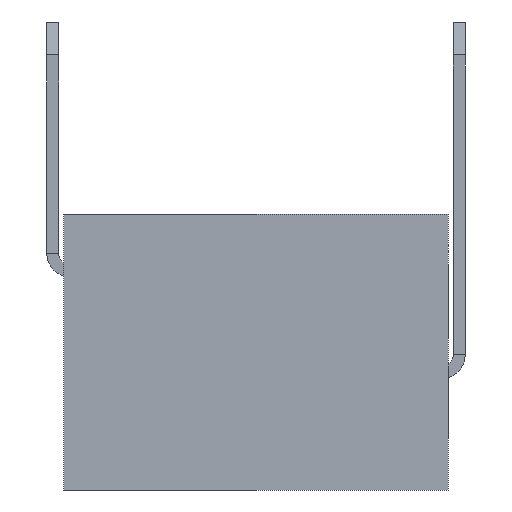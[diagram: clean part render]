
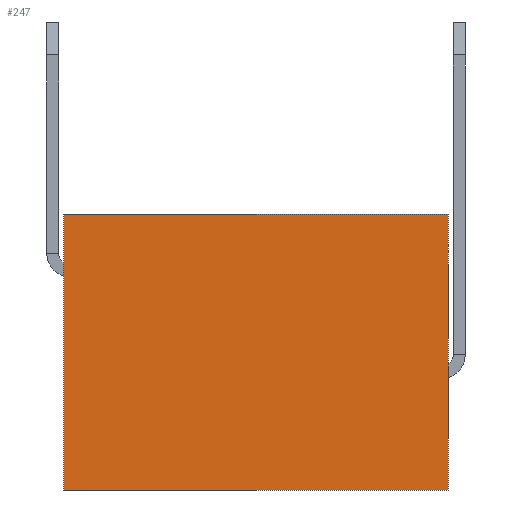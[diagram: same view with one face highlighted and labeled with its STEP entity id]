
A CAD part, left-side view. The second image highlights one B-rep face of the part: STEP entity #247.
In plain terms, the highlighted planar face has unit normal (-1, 0, 0).
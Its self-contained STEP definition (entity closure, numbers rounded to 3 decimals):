
#247=ADVANCED_FACE('',(#1363),#1364,.T.);
#1363=FACE_OUTER_BOUND('',#3344,.T.);
#1364=PLANE('',#3345);
#3344=EDGE_LOOP('',(#5979,#5980,#5981,#5982));
#3345=AXIS2_PLACEMENT_3D('',#5983,#5984,#5985);
#5979=ORIENTED_EDGE('',*,*,#13055,.T.);
#5980=ORIENTED_EDGE('',*,*,#13241,.T.);
#5981=ORIENTED_EDGE('',*,*,#12954,.F.);
#5982=ORIENTED_EDGE('',*,*,#13252,.F.);
#5983=CARTESIAN_POINT('',(-0.835,-2.4,-1.725));
#5984=DIRECTION('',(-1.0,0.0,0.0));
#5985=DIRECTION('',(0.0,0.0,1.0));
#12954=EDGE_CURVE('',#15431,#15433,#15434,.T.);
#13055=EDGE_CURVE('',#15628,#15626,#15629,.T.);
#13241=EDGE_CURVE('',#15626,#15433,#15917,.T.);
#13252=EDGE_CURVE('',#15628,#15431,#15928,.T.);
#15431=VERTEX_POINT('',#19420);
#15433=VERTEX_POINT('',#19423);
#15434=LINE('',#19424,#19425);
#15626=VERTEX_POINT('',#19716);
#15628=VERTEX_POINT('',#19719);
#15629=LINE('',#19720,#19721);
#15917=LINE('',#20194,#20195);
#15928=LINE('',#20216,#20217);
#19420=CARTESIAN_POINT('',(-0.835,2.4,-1.725));
#19423=CARTESIAN_POINT('',(-0.835,2.4,1.725));
#19424=CARTESIAN_POINT('',(-0.835,2.4,-1.725));
#19425=VECTOR('',#25978,3.45);
#19716=CARTESIAN_POINT('',(-0.835,-2.4,1.725));
#19719=CARTESIAN_POINT('',(-0.835,-2.4,-1.725));
#19720=CARTESIAN_POINT('',(-0.835,-2.4,-1.725));
#19721=VECTOR('',#26079,3.45);
#20194=CARTESIAN_POINT('',(-0.835,-2.4,1.725));
#20195=VECTOR('',#26265,4.8);
#20216=CARTESIAN_POINT('',(-0.835,-2.4,-1.725));
#20217=VECTOR('',#26276,4.8);
#25978=DIRECTION('',(0.0,0.0,1.0));
#26079=DIRECTION('',(0.0,0.0,1.0));
#26265=DIRECTION('',(0.0,1.0,0.0));
#26276=DIRECTION('',(0.0,1.0,0.0));
